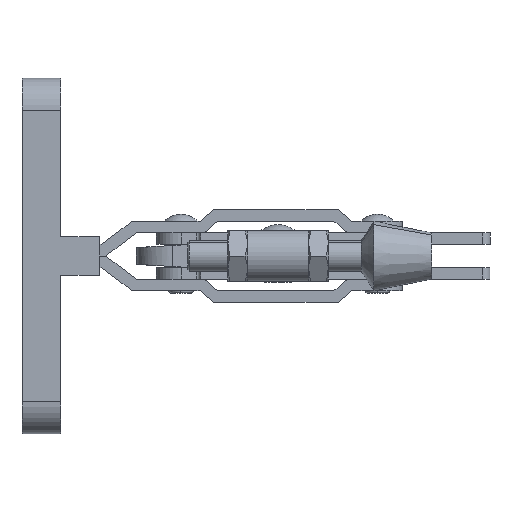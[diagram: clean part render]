
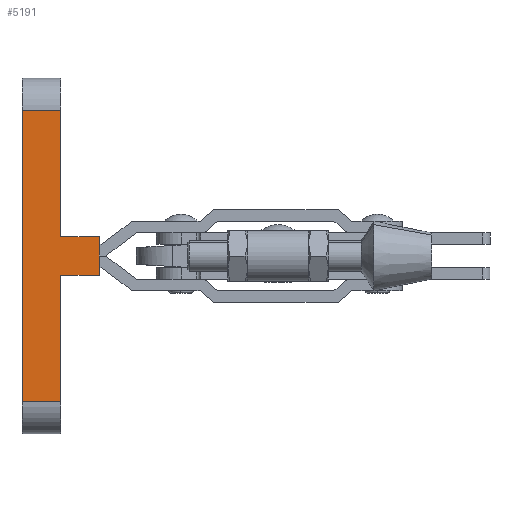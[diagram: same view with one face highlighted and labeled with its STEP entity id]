
A CAD part, left-side view. The second image highlights one B-rep face of the part: STEP entity #5191.
In plain terms, the highlighted planar face has unit normal (-1, 0, 0).
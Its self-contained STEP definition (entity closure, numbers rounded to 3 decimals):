
#36 = CARTESIAN_POINT ( 'NONE',  ( -45.15, 96., -5. ) ) ;
#250 = CARTESIAN_POINT ( 'NONE',  ( -45.15, 85.99, -37.65 ) ) ;
#385 = FACE_OUTER_BOUND ( 'NONE', #3017, .T. ) ;
#393 = CARTESIAN_POINT ( 'NONE',  ( -45.15, 96., 5. ) ) ;
#498 = VERTEX_POINT ( 'NONE', #3406 ) ;
#609 = VECTOR ( 'NONE', #4130, 1000. ) ;
#656 = DIRECTION ( 'NONE',  ( 0., -1., 0. ) ) ;
#938 = VERTEX_POINT ( 'NONE', #7042 ) ;
#1041 = EDGE_CURVE ( 'NONE', #498, #938, #3817, .T. ) ;
#1290 = VERTEX_POINT ( 'NONE', #7317 ) ;
#1455 = VERTEX_POINT ( 'NONE', #393 ) ;
#1516 = VERTEX_POINT ( 'NONE', #5625 ) ;
#1536 = EDGE_CURVE ( 'NONE', #1290, #938, #10134, .T. ) ;
#1574 = VECTOR ( 'NONE', #5299, 1000. ) ;
#1736 = ORIENTED_EDGE ( 'NONE', *, *, #3667, .F. ) ;
#1956 = ORIENTED_EDGE ( 'NONE', *, *, #8289, .F. ) ;
#2327 = ORIENTED_EDGE ( 'NONE', *, *, #7328, .F. ) ;
#2523 = DIRECTION ( 'NONE',  ( 0., 0., -1. ) ) ;
#2750 = CARTESIAN_POINT ( 'NONE',  ( -45.15, 85.99, -37.65 ) ) ;
#3017 = EDGE_LOOP ( 'NONE', ( #1736, #10643, #3254, #10347, #9120, #2327, #1956, #6050 ) ) ;
#3114 = LINE ( 'NONE', #4979, #609 ) ;
#3254 = ORIENTED_EDGE ( 'NONE', *, *, #1041, .T. ) ;
#3406 = CARTESIAN_POINT ( 'NONE',  ( -45.15, 96., 37.65 ) ) ;
#3581 = DIRECTION ( 'NONE',  ( 0., 0., 1. ) ) ;
#3667 = EDGE_CURVE ( 'NONE', #1455, #4010, #9619, .T. ) ;
#3805 = LINE ( 'NONE', #250, #1574 ) ;
#3817 = LINE ( 'NONE', #5852, #8277 ) ;
#4010 = VERTEX_POINT ( 'NONE', #5331 ) ;
#4130 = DIRECTION ( 'NONE',  ( 0., 1., 0. ) ) ;
#4224 = CARTESIAN_POINT ( 'NONE',  ( -45.15, 96., -37.65 ) ) ;
#4410 = PLANE ( 'NONE',  #8435 ) ;
#4979 = CARTESIAN_POINT ( 'NONE',  ( -45.15, 85.99, -37.65 ) ) ;
#5043 = VERTEX_POINT ( 'NONE', #9156 ) ;
#5191 = ADVANCED_FACE ( 'NONE', ( #385 ), #4410, .T. ) ;
#5211 = EDGE_CURVE ( 'NONE', #1516, #4010, #3805, .T. ) ;
#5299 = DIRECTION ( 'NONE',  ( 0., 0., 1. ) ) ;
#5331 = CARTESIAN_POINT ( 'NONE',  ( -45.15, 85.99, 5. ) ) ;
#5625 = CARTESIAN_POINT ( 'NONE',  ( -45.15, 85.99, -5. ) ) ;
#5652 = VECTOR ( 'NONE', #656, 1000. ) ;
#5852 = CARTESIAN_POINT ( 'NONE',  ( -45.15, 85.99, 37.65 ) ) ;
#6050 = ORIENTED_EDGE ( 'NONE', *, *, #5211, .T. ) ;
#6253 = LINE ( 'NONE', #36, #8211 ) ;
#6555 = CARTESIAN_POINT ( 'NONE',  ( -45.15, 84.058, 5. ) ) ;
#7042 = CARTESIAN_POINT ( 'NONE',  ( -45.15, 106., 37.65 ) ) ;
#7317 = CARTESIAN_POINT ( 'NONE',  ( -45.15, 106., -37.65 ) ) ;
#7328 = EDGE_CURVE ( 'NONE', #5043, #10778, #8219, .T. ) ;
#7573 = EDGE_CURVE ( 'NONE', #10778, #1290, #3114, .T. ) ;
#7640 = DIRECTION ( 'NONE',  ( 0., 1., 0. ) ) ;
#7861 = VECTOR ( 'NONE', #9136, 1000. ) ;
#8211 = VECTOR ( 'NONE', #7640, 1000. ) ;
#8219 = LINE ( 'NONE', #9258, #10763 ) ;
#8277 = VECTOR ( 'NONE', #10115, 1000. ) ;
#8289 = EDGE_CURVE ( 'NONE', #1516, #5043, #6253, .T. ) ;
#8435 = AXIS2_PLACEMENT_3D ( 'NONE', #2750, #8642, #3581 ) ;
#8642 = DIRECTION ( 'NONE',  ( -1., 0., 0. ) ) ;
#8755 = DIRECTION ( 'NONE',  ( 0., 0., -1. ) ) ;
#9105 = CARTESIAN_POINT ( 'NONE',  ( -45.15, 106., -37.65 ) ) ;
#9120 = ORIENTED_EDGE ( 'NONE', *, *, #7573, .F. ) ;
#9136 = DIRECTION ( 'NONE',  ( 0., 0., 1. ) ) ;
#9156 = CARTESIAN_POINT ( 'NONE',  ( -45.15, 96., -5. ) ) ;
#9258 = CARTESIAN_POINT ( 'NONE',  ( -45.15, 96., -49.893 ) ) ;
#9619 = LINE ( 'NONE', #6555, #5652 ) ;
#9634 = CARTESIAN_POINT ( 'NONE',  ( -45.15, 96., 5. ) ) ;
#9948 = EDGE_CURVE ( 'NONE', #498, #1455, #10584, .T. ) ;
#10115 = DIRECTION ( 'NONE',  ( 0., 1., 0. ) ) ;
#10134 = LINE ( 'NONE', #9105, #7861 ) ;
#10309 = VECTOR ( 'NONE', #8755, 1000. ) ;
#10347 = ORIENTED_EDGE ( 'NONE', *, *, #1536, .F. ) ;
#10584 = LINE ( 'NONE', #9634, #10309 ) ;
#10643 = ORIENTED_EDGE ( 'NONE', *, *, #9948, .F. ) ;
#10763 = VECTOR ( 'NONE', #2523, 1000. ) ;
#10778 = VERTEX_POINT ( 'NONE', #4224 ) ;
